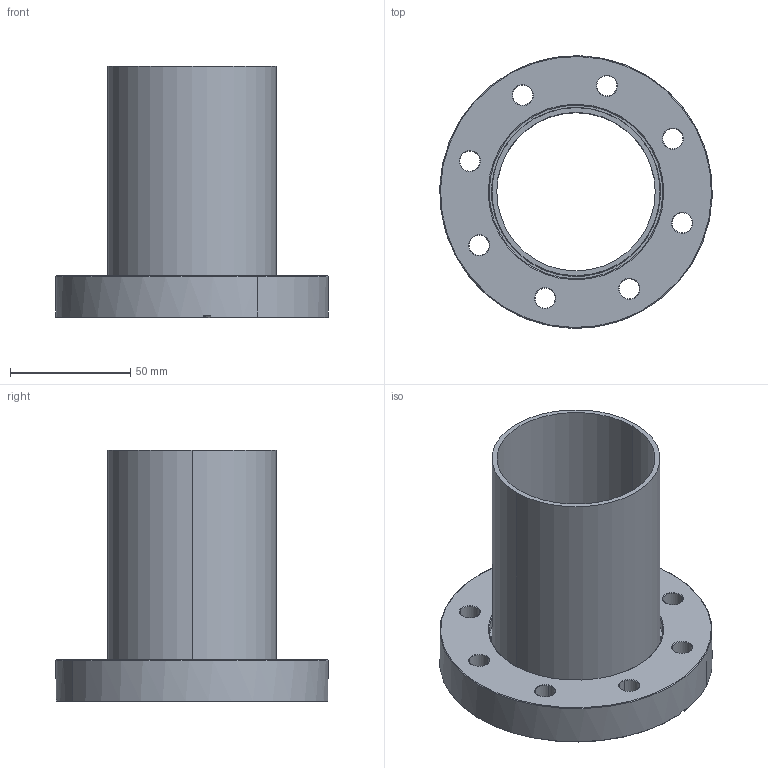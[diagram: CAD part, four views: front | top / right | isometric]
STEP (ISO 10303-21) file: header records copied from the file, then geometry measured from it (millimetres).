
FILE_DESCRIPTION (( 'STEP AP214' ), '1' );
FILE_NAME ('Hositrad_FO63-70R-HalfNipple.STEP', '2017-05-08T09:57:12', ( 'Gebruiker' ), ( '' ), 'SwSTEP 2.0', 'SolidWorks 2017', '' );
FILE_SCHEMA (( 'AUTOMOTIVE_DESIGN' ));
Length unit declared in the file: millimetre
Products named in the file (5): CF63-70-R; CF63-70-R-innerring; CF63-R-outerring; FO-tubes-all_FO63-70; Hositrad_FO63-70R-HalfNipple
Assembly tree (4 placements, depth 3):
  Hositrad_FO63-70R-HalfNipple
    FO-tubes-all_FO63-70
    CF63-70-R
      CF63-R-outerring
      CF63-70-R-innerring
Bounding box: 113.48 x 113.48 x 104.8 mm (x, y, z)
Volume: 142477 mm3; surface area: 75834.2 mm2
Topology: 3 solids, 3 shells, 103 faces, 236 edges, 140 vertices
Faces by surface type: cone 56, cylinder 32, plane 15
Entity records: 3156 total; most frequent: DIRECTION 578, CARTESIAN_POINT 511, ORIENTED_EDGE 472, AXIS2_PLACEMENT_3D 239, EDGE_CURVE 236, VERTEX_POINT 140, CIRCLE 128, EDGE_LOOP 126
